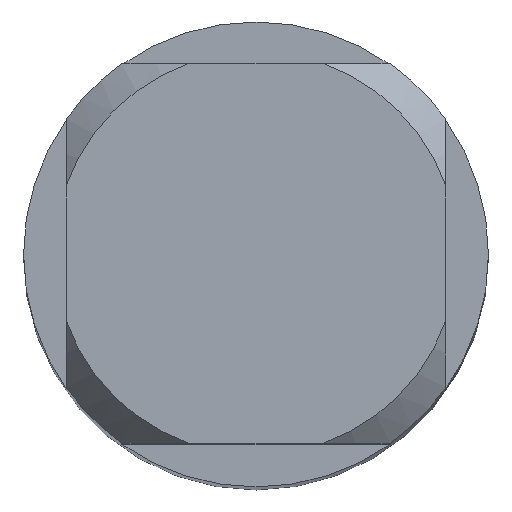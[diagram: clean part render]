
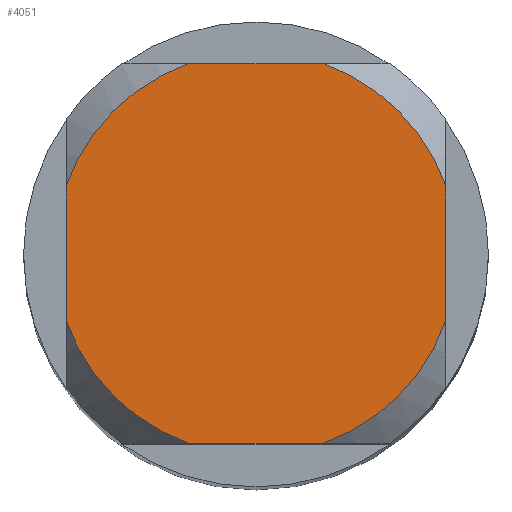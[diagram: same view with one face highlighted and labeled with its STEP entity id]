
A CAD part, top view. The second image highlights one B-rep face of the part: STEP entity #4051.
In plain terms, the highlighted planar face has unit normal (0, 0, 1).
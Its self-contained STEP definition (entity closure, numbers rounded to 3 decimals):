
#2771=EDGE_CURVE('',#6925,#4175,#7685,.T.);
#3017=EDGE_CURVE('',#3269,#5243,#7955,.T.);
#3269=VERTEX_POINT('',#8226);
#3389=VERTEX_POINT('',#8361);
#3703=EDGE_CURVE('',#4699,#5715,#8699,.T.);
#3895=EDGE_CURVE('',#3269,#4175,#8912,.T.);
#4017=EDGE_CURVE('',#4699,#6609,#9048,.T.);
#4051=ADVANCED_FACE('',(#9085),#9086,.T.);
#4175=VERTEX_POINT('',#9219);
#4699=VERTEX_POINT('',#9787);
#5121=EDGE_CURVE('',#6925,#5715,#10240,.T.);
#5243=VERTEX_POINT('',#10376);
#5481=EDGE_CURVE('',#3389,#6609,#10633,.T.);
#5715=VERTEX_POINT('',#10889);
#6609=VERTEX_POINT('',#11860);
#6775=EDGE_CURVE('',#3389,#5243,#12038,.T.);
#6925=VERTEX_POINT('',#12199);
#7685=LINE('',#13536,#13537);
#7955=LINE('',#14144,#14145);
#8226=CARTESIAN_POINT('',(0.87,2.45,0.0));
#8361=CARTESIAN_POINT('',(-2.45,0.87,0.0));
#8699=LINE('',#16034,#16035);
#8912=CIRCLE('',#16885,2.6);
#9048=CIRCLE('',#17267,2.6);
#9085=FACE_OUTER_BOUND('',#17360,.T.);
#9086=PLANE('',#17361);
#9219=CARTESIAN_POINT('',(2.45,0.87,0.0));
#9787=CARTESIAN_POINT('',(-0.87,-2.45,0.0));
#10240=CIRCLE('',#20173,2.6);
#10376=CARTESIAN_POINT('',(-0.87,2.45,0.0));
#10633=LINE('',#21042,#21043);
#10889=CARTESIAN_POINT('',(0.87,-2.45,0.0));
#11860=CARTESIAN_POINT('',(-2.45,-0.87,0.0));
#12038=CIRCLE('',#24672,2.6);
#12199=CARTESIAN_POINT('',(2.45,-0.87,0.0));
#13536=CARTESIAN_POINT('',(2.45,0.65,0.0));
#13537=VECTOR('',#26329,1.0);
#14144=CARTESIAN_POINT('',(0.0,2.45,0.0));
#14145=VECTOR('',#26625,1.0);
#16034=CARTESIAN_POINT('',(0.0,-2.45,0.0));
#16035=VECTOR('',#27537,1.0);
#16885=AXIS2_PLACEMENT_3D('',#27931,#27932,#27933);
#17267=AXIS2_PLACEMENT_3D('',#28094,#28095,#28096);
#17360=EDGE_LOOP('',(#28127,#28128,#28129,#28130,#28131,#28132,#28133,#28134));
#17361=AXIS2_PLACEMENT_3D('',#28135,#28136,#28137);
#20173=AXIS2_PLACEMENT_3D('',#29339,#29340,#29341);
#21042=CARTESIAN_POINT('',(-2.45,0.65,0.0));
#21043=VECTOR('',#29756,1.0);
#24672=AXIS2_PLACEMENT_3D('',#31096,#31097,#31098);
#26329=DIRECTION('',(-0.0,1.0,0.0));
#26625=DIRECTION('',(-1.0,0.0,0.0));
#27537=DIRECTION('',(1.0,0.0,0.0));
#27931=CARTESIAN_POINT('',(0.0,0.0,0.0));
#27932=DIRECTION('',(0.0,0.0,-1.0));
#27933=DIRECTION('',(0.0,1.0,0.0));
#28094=CARTESIAN_POINT('',(0.0,0.0,0.0));
#28095=DIRECTION('',(0.0,0.0,-1.0));
#28096=DIRECTION('',(0.0,1.0,0.0));
#28127=ORIENTED_EDGE('',*,*,#5481,.T.);
#28128=ORIENTED_EDGE('',*,*,#4017,.F.);
#28129=ORIENTED_EDGE('',*,*,#3703,.T.);
#28130=ORIENTED_EDGE('',*,*,#5121,.F.);
#28131=ORIENTED_EDGE('',*,*,#2771,.T.);
#28132=ORIENTED_EDGE('',*,*,#3895,.F.);
#28133=ORIENTED_EDGE('',*,*,#3017,.T.);
#28134=ORIENTED_EDGE('',*,*,#6775,.F.);
#28135=CARTESIAN_POINT('',(0.0,1.3,0.0));
#28136=DIRECTION('',(-0.0,0.0,1.0));
#28137=DIRECTION('',(0.0,-1.0,0.0));
#29339=CARTESIAN_POINT('',(0.0,0.0,0.0));
#29340=DIRECTION('',(0.0,0.0,-1.0));
#29341=DIRECTION('',(0.0,1.0,0.0));
#29756=DIRECTION('',(-0.0,-1.0,0.0));
#31096=CARTESIAN_POINT('',(0.0,0.0,0.0));
#31097=DIRECTION('',(0.0,0.0,-1.0));
#31098=DIRECTION('',(0.0,1.0,0.0));
